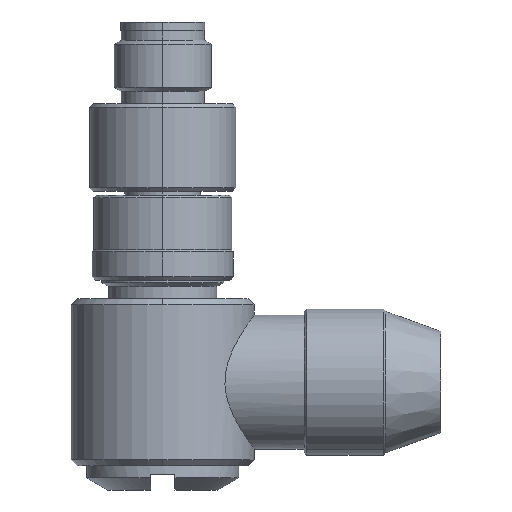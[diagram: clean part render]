
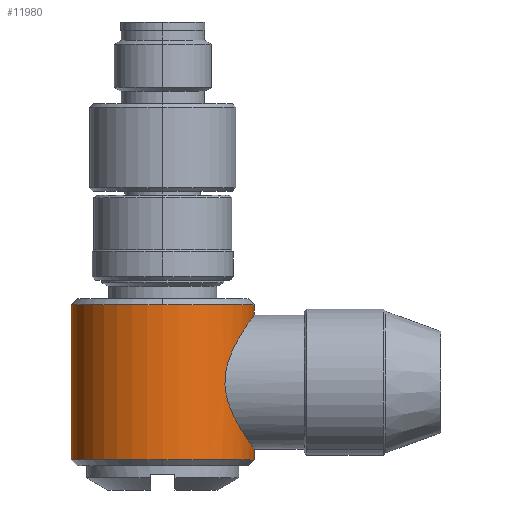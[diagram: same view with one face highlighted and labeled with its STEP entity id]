
A CAD part, left-side view. The second image highlights one B-rep face of the part: STEP entity #11980.
In plain terms, the highlighted cylindrical face has radius 7.5 mm (diameter 15 mm), a partial arc.
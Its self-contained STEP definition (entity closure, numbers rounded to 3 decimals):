
#11060=CARTESIAN_POINT('',(0.,0.,0.));
#11070=DIRECTION('',(1.,0.,0.));
#11080=DIRECTION('',(0.,0.,-1.));
#11090=AXIS2_PLACEMENT_3D('',#11060,#11070,#11080);
#11100=CYLINDRICAL_SURFACE('',#11090,7.5);
#11110=CARTESIAN_POINT('',(19.5,0.,0.));
#11120=DIRECTION('',(-1.,0.,0.));
#11130=DIRECTION('',(0.,0.,-1.));
#11140=AXIS2_PLACEMENT_3D('',#11110,#11120,#11130);
#11150=CIRCLE('',#11140,7.5);
#11160=CARTESIAN_POINT('',(19.5,0.,7.5));
#11170=VERTEX_POINT('',#11160);
#11180=CARTESIAN_POINT('',(19.5,7.5,0.));
#11190=VERTEX_POINT('',#11180);
#11200=EDGE_CURVE('',#11170,#11190,#11150,.T.);
#11210=ORIENTED_EDGE('',*,*,#11200,.T.);
#11220=CARTESIAN_POINT('',(0.,0.,7.5));
#11230=DIRECTION('',(1.,0.,0.));
#11240=VECTOR('',#11230,1.);
#11250=LINE('',#11220,#11240);
#11260=CARTESIAN_POINT('',(6.8,0.,7.5));
#11270=VERTEX_POINT('',#11260);
#11280=EDGE_CURVE('',#11270,#11170,#11250,.T.);
#11290=ORIENTED_EDGE('',*,*,#11280,.T.);
#11300=CARTESIAN_POINT('',(6.8,0.,0.));
#11310=DIRECTION('',(1.,0.,0.));
#11320=DIRECTION('',(0.,0.,-1.));
#11330=AXIS2_PLACEMENT_3D('',#11300,#11310,#11320);
#11340=CIRCLE('',#11330,7.5);
#11350=CARTESIAN_POINT('',(6.8,7.5,
0.));
#11360=VERTEX_POINT('',#11350);
#11370=EDGE_CURVE('',#11360,#11270,#11340,.T.);
#11380=ORIENTED_EDGE('',*,*,#11370,.T.);
#11390=CARTESIAN_POINT('',(6.8,0.,-7.5));
#11400=VERTEX_POINT('',#11390);
#11410=EDGE_CURVE('',#11400,#11360,#11340,.T.);
#11420=ORIENTED_EDGE('',*,*,#11410,.T.);
#11430=CARTESIAN_POINT('',(0.,0.,-7.5));
#11440=DIRECTION('',(1.,0.,0.));
#11450=VECTOR('',#11440,1.);
#11460=LINE('',#11430,#11450);
#11470=CARTESIAN_POINT('',(7.65,0.,-7.5));
#11480=VERTEX_POINT('',#11470);
#11490=EDGE_CURVE('',#11400,#11480,#11460,.T.);
#11500=ORIENTED_EDGE('',*,*,#11490,.F.);
#11510=CARTESIAN_POINT('',(7.65,0.76,-7.5));
#11520=CARTESIAN_POINT('',(7.65,-0.76,-7.5));
#11530=CARTESIAN_POINT('',(7.81,-1.503,
-7.381));
#11540=CARTESIAN_POINT('',(8.38,-2.832,
-6.979));
#11550=CARTESIAN_POINT('',(8.788,-3.421,
-6.699));
#11560=CARTESIAN_POINT('',(9.77,-4.394,
-6.105));
#11570=CARTESIAN_POINT('',(10.343,-4.783,
-5.789));
#11580=CARTESIAN_POINT('',(11.647,-5.338,
-5.282));
#11590=CARTESIAN_POINT('',(12.396,-5.499,
-5.1));
#11600=CARTESIAN_POINT('',(13.895,-5.501,
-5.098));
#11610=CARTESIAN_POINT('',(14.636,-5.343,
-5.277));
#11620=CARTESIAN_POINT('',(15.946,-4.789,
-5.784));
#11630=CARTESIAN_POINT('',(16.517,-4.404,
-6.097));
#11640=CARTESIAN_POINT('',(17.507,-3.428,
-6.695));
#11650=CARTESIAN_POINT('',(17.907,-2.855,
-6.971));
#11660=CARTESIAN_POINT('',(18.488,-1.514,
-7.379));
#11670=CARTESIAN_POINT('',(18.648,-0.766,
-7.498));
#11680=CARTESIAN_POINT('',(18.652,0.732,
-7.502));
#11690=CARTESIAN_POINT('',(18.496,1.483,
-7.385));
#11700=CARTESIAN_POINT('',(17.925,2.826,
-6.982));
#11710=CARTESIAN_POINT('',(17.516,3.415,
-6.702));
#11720=CARTESIAN_POINT('',(16.535,4.39,
-6.108));
#11730=CARTESIAN_POINT('',(15.956,4.783,
-5.789));
#11740=CARTESIAN_POINT('',(14.656,5.337,
-5.283));
#11750=CARTESIAN_POINT('',(13.917,5.499,
-5.1));
#11760=CARTESIAN_POINT('',(12.395,5.501,
-5.098));
#11770=CARTESIAN_POINT('',(11.657,5.34,
-5.279));
#11780=CARTESIAN_POINT('',(10.355,4.789,
-5.784));
#11790=CARTESIAN_POINT('',(9.776,4.398,
-6.102));
#11800=CARTESIAN_POINT('',(8.795,3.43,
-6.694));
#11810=CARTESIAN_POINT('',(8.387,2.844,
-6.975));
#11820=CARTESIAN_POINT('',(7.811,1.508,
-7.38));
#11830=CARTESIAN_POINT('',(7.65,0.76,-7.5));
#11840=CARTESIAN_POINT('',(7.65,-0.76,-7.5));
#11850=B_SPLINE_CURVE_WITH_KNOTS('',3,(#11510,#11520,#11530,#11540,
#11550,#11560,#11570,#11580,#11590,#11600,#11610,#11620,#11630,#11640,
#11650,#11660,#11670,#11680,#11690,#11700,#11710,#11720,#11730,#11740,
#11750,#11760,#11770,#11780,#11790,#11800,#11810,#11820,#11830,#11840),
.UNSPECIFIED.,.T.,.F.,(1,1,2,2,2,2,2,2,2,2,2,2,2,2,2,2,2,2,2,2),(-0.063
,-0.062,0.,0.063,0.125,0.188,0.25,0.313,0.375,0.438,0.5
,0.563,0.625,0.688,0.75,0.813,0.875,0.938,1.,1.063),.UNSPECIFIED.);
#11860=CARTESIAN_POINT('',(18.65,0.,-7.5));
#11870=VERTEX_POINT('',#11860);
#11880=EDGE_CURVE('',#11870,#11480,#11850,.T.);
#11890=ORIENTED_EDGE('',*,*,#11880,.T.);
#11900=CARTESIAN_POINT('',(19.5,0.,-7.5));
#11910=VERTEX_POINT('',#11900);
#11920=EDGE_CURVE('',#11870,#11910,#11460,.T.);
#11930=ORIENTED_EDGE('',*,*,#11920,.F.);
#11940=EDGE_CURVE('',#11190,#11910,#11150,.T.);
#11950=ORIENTED_EDGE('',*,*,#11940,.T.);
#11960=EDGE_LOOP('',(#11950,#11930,#11890,#11500,#11420,#11380,#11290,
#11210));
#11970=FACE_OUTER_BOUND('',#11960,.T.);
#11980=ADVANCED_FACE('',(#11970),#11100,.T.);
